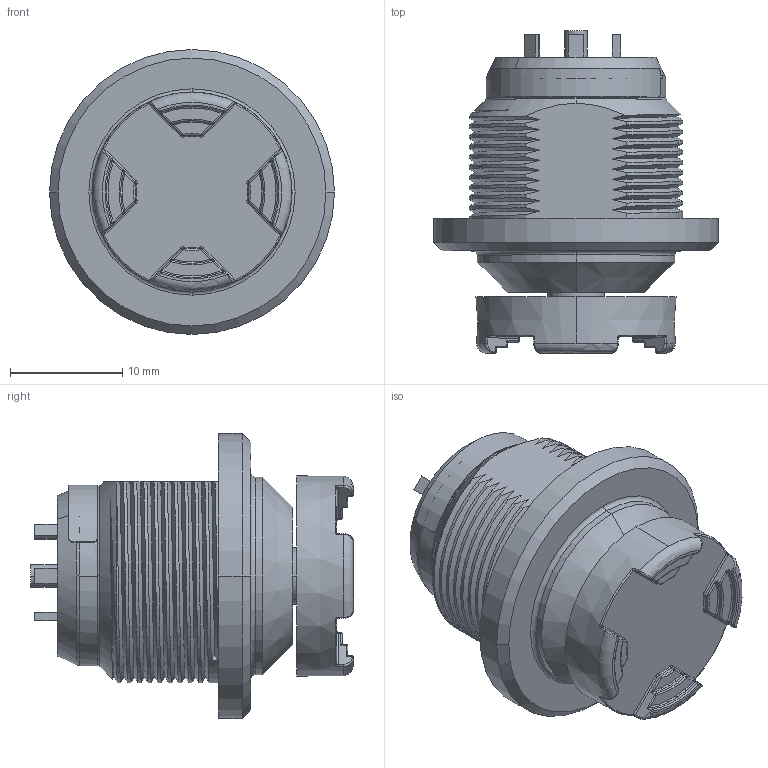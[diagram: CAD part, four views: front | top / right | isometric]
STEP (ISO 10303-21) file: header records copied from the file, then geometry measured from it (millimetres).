
FILE_DESCRIPTION((''),'2;1');
FILE_NAME('04J-AP-T01_SW0001','2012-10-01T',('Administrator'),(''),'PRO/ENGINEER BY PARAMETRIC TECHNOLOGY CORPORATION, 2006200','PRO/ENGINEER BY PARAMETRIC TECHNOLOGY CORPORATION, 2006200','');
FILE_SCHEMA(('CONFIG_CONTROL_DESIGN'));
Length unit declared in the file: inch
Products named in the file (1): 04J-AP-T01_SW0001
Bounding box: 25.4 x 28.74 x 25.4 mm (x, y, z)
Volume: 4154.8 mm3; surface area: 5082.4 mm2
Topology: 2 solids, 3 shells, 516 faces, 1233 edges, 746 vertices
Faces by surface type: bspline 166, plane 144, cylinder 117, torus 38, cone 37, sphere 14
Entity records: 28241 total; most frequent: CARTESIAN_POINT 13730, ORIENTED_EDGE 2466, DIRECTION 1918, EDGE_CURVE 1233, VERTEX_POINT 746, AXIS2_PLACEMENT_3D 732, EDGE_LOOP 543, FILL_AREA_STYLE_COLOUR 538
